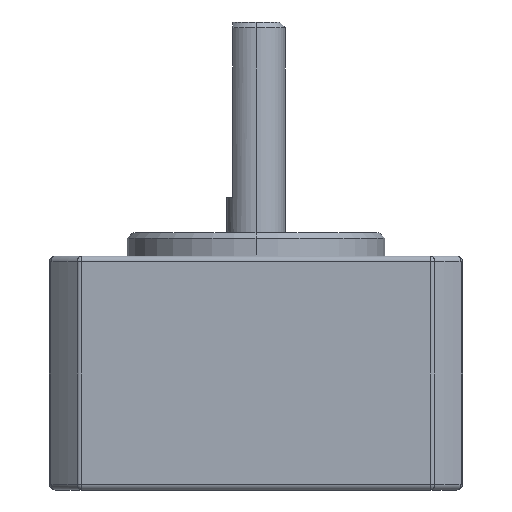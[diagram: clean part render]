
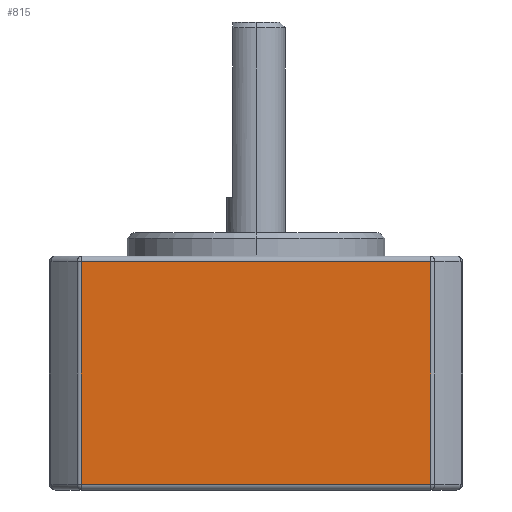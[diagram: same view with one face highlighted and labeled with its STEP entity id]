
A CAD part, left-side view. The second image highlights one B-rep face of the part: STEP entity #815.
In plain terms, the highlighted planar face has unit normal (-1, 0, 0).
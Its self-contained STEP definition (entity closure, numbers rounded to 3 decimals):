
#72 = VECTOR ( 'NONE', #1644, 1000. ) ;
#74 = VECTOR ( 'NONE', #1646, 1000. ) ;
#132 = AXIS2_PLACEMENT_3D ( 'NONE', #1333, #1334, #1335 ) ;
#192 = VECTOR ( 'NONE', #1509, 1000. ) ;
#193 = VECTOR ( 'NONE', #1511, 1000. ) ;
#773 = EDGE_CURVE ( 'NONE', #1244, #1245, #1815, .T. ) ;
#774 = EDGE_CURVE ( 'NONE', #1245, #1246, #1817, .T. ) ;
#815 = ADVANCED_FACE ( 'NONE', ( #1357 ), #1332, .F. ) ;
#860 = EDGE_CURVE ( 'NONE', #1246, #1247, #1385, .T. ) ;
#861 = EDGE_CURVE ( 'NONE', #1247, #1244, #1386, .T. ) ;
#1236 = EDGE_LOOP ( 'NONE', ( #1944, #1946, #1945, #1947 ) ) ;
#1244 = VERTEX_POINT ( 'NONE', #1581 ) ;
#1245 = VERTEX_POINT ( 'NONE', #1582 ) ;
#1246 = VERTEX_POINT ( 'NONE', #1583 ) ;
#1247 = VERTEX_POINT ( 'NONE', #1584 ) ;
#1332 = PLANE ( 'NONE',  #132 ) ;
#1333 = CARTESIAN_POINT ( 'NONE',  ( -17.65, 15.134, 20. ) ) ;
#1334 = DIRECTION ( 'NONE',  ( 1., 0., 0. ) ) ;
#1335 = DIRECTION ( 'NONE',  ( 0., 0., -1. ) ) ;
#1357 = FACE_OUTER_BOUND ( 'NONE', #1236, .T. ) ;
#1385 = LINE ( 'NONE', #1508, #192 ) ;
#1386 = LINE ( 'NONE', #1510, #193 ) ;
#1508 = CARTESIAN_POINT ( 'NONE',  ( -17.65, 15.134, 19.5 ) ) ;
#1509 = DIRECTION ( 'NONE',  ( 0., 1., 0. ) ) ;
#1510 = CARTESIAN_POINT ( 'NONE',  ( -17.65, 14.948, 20. ) ) ;
#1511 = DIRECTION ( 'NONE',  ( 0., 0., -1. ) ) ;
#1581 = CARTESIAN_POINT ( 'NONE',  ( -17.65, 14.948, 0.5 ) ) ;
#1582 = CARTESIAN_POINT ( 'NONE',  ( -17.65, -14.948, 0.5 ) ) ;
#1583 = CARTESIAN_POINT ( 'NONE',  ( -17.65, -14.948, 19.5 ) ) ;
#1584 = CARTESIAN_POINT ( 'NONE',  ( -17.65, 14.948, 19.5 ) ) ;
#1643 = CARTESIAN_POINT ( 'NONE',  ( -17.65, 15.134, 0.5 ) ) ;
#1644 = DIRECTION ( 'NONE',  ( 0., -1., 0. ) ) ;
#1645 = CARTESIAN_POINT ( 'NONE',  ( -17.65, -14.948, 20. ) ) ;
#1646 = DIRECTION ( 'NONE',  ( 0., 0., 1. ) ) ;
#1815 = LINE ( 'NONE', #1643, #72 ) ;
#1817 = LINE ( 'NONE', #1645, #74 ) ;
#1944 = ORIENTED_EDGE ( 'NONE', *, *, #773, .T. ) ;
#1945 = ORIENTED_EDGE ( 'NONE', *, *, #860, .T. ) ;
#1946 = ORIENTED_EDGE ( 'NONE', *, *, #774, .T. ) ;
#1947 = ORIENTED_EDGE ( 'NONE', *, *, #861, .T. ) ;
